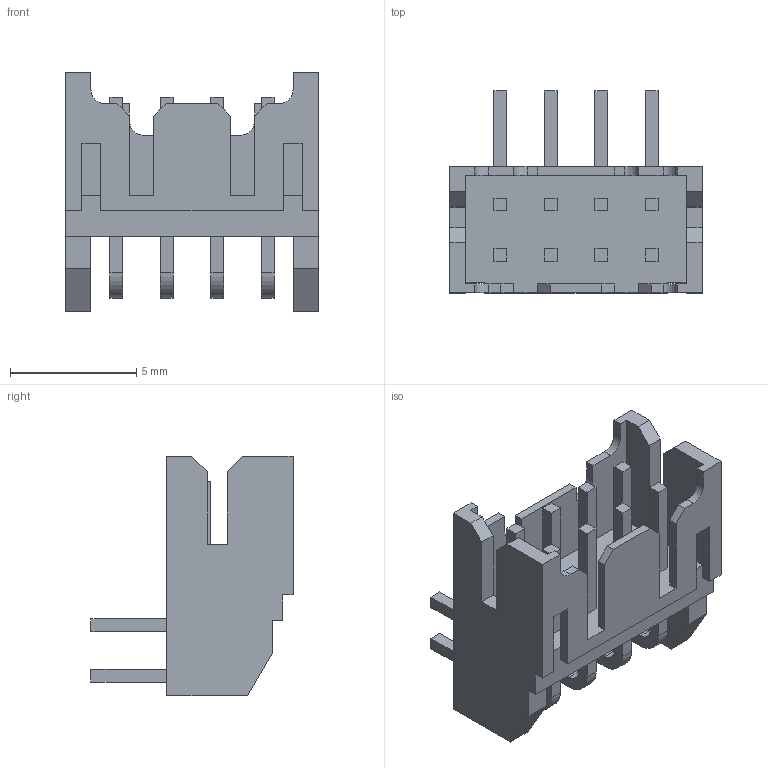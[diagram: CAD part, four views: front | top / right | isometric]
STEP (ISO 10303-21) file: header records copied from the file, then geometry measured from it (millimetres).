
FILE_DESCRIPTION((''),'2;1');
FILE_NAME('C-1470108-8','2011-11-18T',('workeradm'),('Tyco Electronics Ltd.'),'PRO/ENGINEER BY PARAMETRIC TECHNOLOGY CORPORATION, 2010430','PRO/ENGINEER BY PARAMETRIC TECHNOLOGY CORPORATION, 2010430','');
FILE_SCHEMA(('AUTOMOTIVE_DESIGN { 1 0 10303 214 1 1 1 1 }'));
Length unit declared in the file: millimetre
Products named in the file (1): C-1470108-8
Bounding box: 10 x 8 x 9.5 mm (x, y, z)
Volume: 164.3 mm3; surface area: 576.5 mm2
Topology: 1 solids, 1 shells, 174 faces, 492 edges, 328 vertices
Faces by surface type: plane 156, cylinder 18
Entity records: 5813 total; most frequent: CARTESIAN_POINT 996, ORIENTED_EDGE 984, DIRECTION 876, EDGE_CURVE 492, VECTOR 456, LINE 456, VERTEX_POINT 328, AXIS2_PLACEMENT_3D 210
